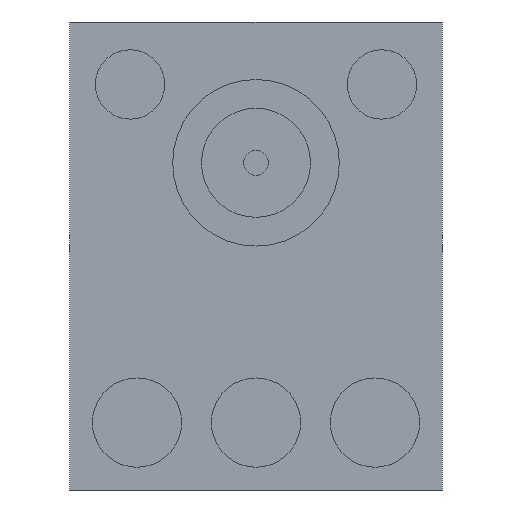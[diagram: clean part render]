
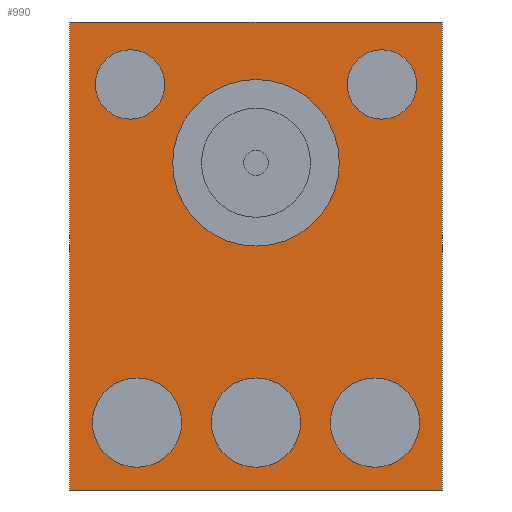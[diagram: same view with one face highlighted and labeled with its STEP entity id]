
A CAD part, front view. The second image highlights one B-rep face of the part: STEP entity #990.
In plain terms, the highlighted planar face has unit normal (0, -1, 0).
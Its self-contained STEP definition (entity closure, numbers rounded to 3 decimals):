
#22 = DIRECTION ( 'NONE',  ( 0., 0., -1. ) ) ;
#42 = DIRECTION ( 'NONE',  ( 0., 0., -1. ) ) ;
#52 = CIRCLE ( 'NONE', #1942, 0.45 ) ;
#62 = CARTESIAN_POINT ( 'NONE',  ( -1.2, 0., -2.13 ) ) ;
#102 = CARTESIAN_POINT ( 'NONE',  ( 1.2, 0., -1.23 ) ) ;
#125 = CARTESIAN_POINT ( 'NONE',  ( -1.27, 0., 1.38 ) ) ;
#140 = VECTOR ( 'NONE', #3017, 1000. ) ;
#156 = EDGE_LOOP ( 'NONE', ( #3378, #620 ) ) ;
#181 = VERTEX_POINT ( 'NONE', #1771 ) ;
#214 = EDGE_CURVE ( 'NONE', #1972, #3141, #2238, .T. ) ;
#221 = AXIS2_PLACEMENT_3D ( 'NONE', #2146, #2956, #42 ) ;
#234 = CARTESIAN_POINT ( 'NONE',  ( 0., 0., -1.68 ) ) ;
#238 = DIRECTION ( 'NONE',  ( 0., 0., -1. ) ) ;
#275 = FACE_BOUND ( 'NONE', #1725, .T. ) ;
#285 = CARTESIAN_POINT ( 'NONE',  ( 0., 0., 0.94 ) ) ;
#304 = DIRECTION ( 'NONE',  ( 0., -1., 0. ) ) ;
#306 = DIRECTION ( 'NONE',  ( 0., 0., -1. ) ) ;
#335 = ORIENTED_EDGE ( 'NONE', *, *, #3220, .F. ) ;
#342 = DIRECTION ( 'NONE',  ( 0., -1., 0. ) ) ;
#345 = ORIENTED_EDGE ( 'NONE', *, *, #2982, .F. ) ;
#373 = EDGE_CURVE ( 'NONE', #2695, #630, #2603, .T. ) ;
#382 = LINE ( 'NONE', #905, #1635 ) ;
#384 = EDGE_LOOP ( 'NONE', ( #345, #3388 ) ) ;
#390 = CARTESIAN_POINT ( 'NONE',  ( 0., 0., -1.23 ) ) ;
#443 = VERTEX_POINT ( 'NONE', #548 ) ;
#452 = AXIS2_PLACEMENT_3D ( 'NONE', #935, #2806, #1240 ) ;
#461 = CIRCLE ( 'NONE', #1524, 0.45 ) ;
#466 = LINE ( 'NONE', #1126, #140 ) ;
#467 = VERTEX_POINT ( 'NONE', #102 ) ;
#470 = AXIS2_PLACEMENT_3D ( 'NONE', #285, #2147, #22 ) ;
#498 = CARTESIAN_POINT ( 'NONE',  ( -1.88, 0., -2.36 ) ) ;
#518 = FACE_BOUND ( 'NONE', #384, .T. ) ;
#548 = CARTESIAN_POINT ( 'NONE',  ( -1.88, 0., 2.36 ) ) ;
#585 = CARTESIAN_POINT ( 'NONE',  ( 1.27, 0., 1.38 ) ) ;
#591 = VERTEX_POINT ( 'NONE', #125 ) ;
#620 = ORIENTED_EDGE ( 'NONE', *, *, #1706, .F. ) ;
#630 = VERTEX_POINT ( 'NONE', #3329 ) ;
#664 = CIRCLE ( 'NONE', #3403, 0.35 ) ;
#704 = CIRCLE ( 'NONE', #1994, 0.35 ) ;
#755 = ORIENTED_EDGE ( 'NONE', *, *, #1578, .F. ) ;
#770 = EDGE_CURVE ( 'NONE', #630, #2695, #2561, .T. ) ;
#885 = CARTESIAN_POINT ( 'NONE',  ( 1.2, 0., -2.13 ) ) ;
#892 = CIRCLE ( 'NONE', #452, 0.35 ) ;
#893 = EDGE_LOOP ( 'NONE', ( #2611, #755, #1322, #2587 ) ) ;
#905 = CARTESIAN_POINT ( 'NONE',  ( -1.88, 0., 2.36 ) ) ;
#922 = DIRECTION ( 'NONE',  ( 0., 0., -1. ) ) ;
#933 = CARTESIAN_POINT ( 'NONE',  ( 1.88, 0., 2.36 ) ) ;
#935 = CARTESIAN_POINT ( 'NONE',  ( -1.27, 0., 1.73 ) ) ;
#970 = CIRCLE ( 'NONE', #1308, 0.45 ) ;
#987 = ORIENTED_EDGE ( 'NONE', *, *, #373, .F. ) ;
#990 = ADVANCED_FACE ( 'NONE', ( #3172, #1316, #518, #3333, #1924, #275, #3376 ), #2152, .T. ) ;
#1023 = ORIENTED_EDGE ( 'NONE', *, *, #2687, .F. ) ;
#1026 = VERTEX_POINT ( 'NONE', #885 ) ;
#1056 = CARTESIAN_POINT ( 'NONE',  ( 0., 0., 0.94 ) ) ;
#1100 = ORIENTED_EDGE ( 'NONE', *, *, #770, .F. ) ;
#1119 = EDGE_CURVE ( 'NONE', #2999, #591, #892, .T. ) ;
#1126 = CARTESIAN_POINT ( 'NONE',  ( -1.88, 0., 2.36 ) ) ;
#1196 = DIRECTION ( 'NONE',  ( 0., -1., 0. ) ) ;
#1224 = CARTESIAN_POINT ( 'NONE',  ( 0., 0., 0.1 ) ) ;
#1239 = ORIENTED_EDGE ( 'NONE', *, *, #2941, .F. ) ;
#1240 = DIRECTION ( 'NONE',  ( 0., 0., -1. ) ) ;
#1260 = DIRECTION ( 'NONE',  ( 0., 0., -1. ) ) ;
#1261 = LINE ( 'NONE', #3192, #2491 ) ;
#1278 = EDGE_CURVE ( 'NONE', #1560, #2207, #1312, .T. ) ;
#1308 = AXIS2_PLACEMENT_3D ( 'NONE', #3316, #2822, #3328 ) ;
#1312 = CIRCLE ( 'NONE', #1692, 0.45 ) ;
#1316 = FACE_BOUND ( 'NONE', #1894, .T. ) ;
#1322 = ORIENTED_EDGE ( 'NONE', *, *, #2419, .F. ) ;
#1334 = CARTESIAN_POINT ( 'NONE',  ( 1.2, 0., -1.68 ) ) ;
#1335 = DIRECTION ( 'NONE',  ( 0., -1., 0. ) ) ;
#1400 = DIRECTION ( 'NONE',  ( 0., 0., -1. ) ) ;
#1402 = VERTEX_POINT ( 'NONE', #62 ) ;
#1429 = DIRECTION ( 'NONE',  ( 0., 0., -1. ) ) ;
#1445 = VERTEX_POINT ( 'NONE', #585 ) ;
#1454 = DIRECTION ( 'NONE',  ( 0., -1., 0. ) ) ;
#1476 = AXIS2_PLACEMENT_3D ( 'NONE', #2437, #2681, #306 ) ;
#1485 = EDGE_LOOP ( 'NONE', ( #987, #1100 ) ) ;
#1524 = AXIS2_PLACEMENT_3D ( 'NONE', #1334, #3159, #3190 ) ;
#1536 = VECTOR ( 'NONE', #3121, 1000. ) ;
#1560 = VERTEX_POINT ( 'NONE', #390 ) ;
#1578 = EDGE_CURVE ( 'NONE', #443, #2554, #382, .T. ) ;
#1635 = VECTOR ( 'NONE', #2499, 1000. ) ;
#1692 = AXIS2_PLACEMENT_3D ( 'NONE', #234, #2563, #1260 ) ;
#1706 = EDGE_CURVE ( 'NONE', #181, #1445, #664, .T. ) ;
#1725 = EDGE_LOOP ( 'NONE', ( #2715, #1239 ) ) ;
#1752 = EDGE_CURVE ( 'NONE', #2554, #1972, #1261, .T. ) ;
#1771 = CARTESIAN_POINT ( 'NONE',  ( 1.27, 0., 2.08 ) ) ;
#1837 = ORIENTED_EDGE ( 'NONE', *, *, #1278, .F. ) ;
#1879 = CARTESIAN_POINT ( 'NONE',  ( 1.2, 0., -1.68 ) ) ;
#1894 = EDGE_LOOP ( 'NONE', ( #335, #1927 ) ) ;
#1916 = DIRECTION ( 'NONE',  ( 0., 0., -1. ) ) ;
#1924 = FACE_BOUND ( 'NONE', #156, .T. ) ;
#1927 = ORIENTED_EDGE ( 'NONE', *, *, #2308, .F. ) ;
#1931 = CARTESIAN_POINT ( 'NONE',  ( -1.27, 0., 1.73 ) ) ;
#1942 = AXIS2_PLACEMENT_3D ( 'NONE', #3039, #1454, #1400 ) ;
#1972 = VERTEX_POINT ( 'NONE', #3271 ) ;
#1994 = AXIS2_PLACEMENT_3D ( 'NONE', #1931, #342, #1429 ) ;
#2011 = EDGE_LOOP ( 'NONE', ( #1023, #1837 ) ) ;
#2030 = CARTESIAN_POINT ( 'NONE',  ( 1.27, 0., 1.73 ) ) ;
#2052 = EDGE_CURVE ( 'NONE', #1402, #3303, #970, .T. ) ;
#2109 = CARTESIAN_POINT ( 'NONE',  ( -1.2, 0., -1.23 ) ) ;
#2120 = DIRECTION ( 'NONE',  ( 0., 0., -1. ) ) ;
#2146 = CARTESIAN_POINT ( 'NONE',  ( -1.2, 0., -1.68 ) ) ;
#2147 = DIRECTION ( 'NONE',  ( 0., -1., 0. ) ) ;
#2152 = PLANE ( 'NONE',  #1476 ) ;
#2160 = DIRECTION ( 'NONE',  ( 0., 0., -1. ) ) ;
#2207 = VERTEX_POINT ( 'NONE', #2669 ) ;
#2238 = LINE ( 'NONE', #498, #1536 ) ;
#2292 = CIRCLE ( 'NONE', #2428, 0.45 ) ;
#2308 = EDGE_CURVE ( 'NONE', #467, #1026, #2292, .T. ) ;
#2419 = EDGE_CURVE ( 'NONE', #3141, #443, #466, .T. ) ;
#2428 = AXIS2_PLACEMENT_3D ( 'NONE', #1879, #304, #2160 ) ;
#2437 = CARTESIAN_POINT ( 'NONE',  ( 0., 0., 0. ) ) ;
#2491 = VECTOR ( 'NONE', #1916, 1000. ) ;
#2499 = DIRECTION ( 'NONE',  ( 1., 0., 0. ) ) ;
#2531 = AXIS2_PLACEMENT_3D ( 'NONE', #1056, #1335, #238 ) ;
#2554 = VERTEX_POINT ( 'NONE', #933 ) ;
#2561 = CIRCLE ( 'NONE', #2531, 0.84 ) ;
#2563 = DIRECTION ( 'NONE',  ( 0., -1., 0. ) ) ;
#2572 = CIRCLE ( 'NONE', #3340, 0.35 ) ;
#2587 = ORIENTED_EDGE ( 'NONE', *, *, #214, .F. ) ;
#2603 = CIRCLE ( 'NONE', #470, 0.84 ) ;
#2611 = ORIENTED_EDGE ( 'NONE', *, *, #1752, .F. ) ;
#2624 = DIRECTION ( 'NONE',  ( 0., -1., 0. ) ) ;
#2669 = CARTESIAN_POINT ( 'NONE',  ( 0., 0., -2.13 ) ) ;
#2681 = DIRECTION ( 'NONE',  ( 0., -1., 0. ) ) ;
#2687 = EDGE_CURVE ( 'NONE', #2207, #1560, #52, .T. ) ;
#2695 = VERTEX_POINT ( 'NONE', #1224 ) ;
#2715 = ORIENTED_EDGE ( 'NONE', *, *, #2052, .F. ) ;
#2806 = DIRECTION ( 'NONE',  ( 0., -1., 0. ) ) ;
#2822 = DIRECTION ( 'NONE',  ( 0., -1., 0. ) ) ;
#2914 = CARTESIAN_POINT ( 'NONE',  ( 1.27, 0., 1.73 ) ) ;
#2941 = EDGE_CURVE ( 'NONE', #3303, #1402, #2957, .T. ) ;
#2956 = DIRECTION ( 'NONE',  ( 0., -1., 0. ) ) ;
#2957 = CIRCLE ( 'NONE', #221, 0.45 ) ;
#2982 = EDGE_CURVE ( 'NONE', #591, #2999, #704, .T. ) ;
#2999 = VERTEX_POINT ( 'NONE', #3262 ) ;
#3009 = EDGE_CURVE ( 'NONE', #1445, #181, #2572, .T. ) ;
#3017 = DIRECTION ( 'NONE',  ( 0., 0., 1. ) ) ;
#3039 = CARTESIAN_POINT ( 'NONE',  ( 0., 0., -1.68 ) ) ;
#3121 = DIRECTION ( 'NONE',  ( -1., 0., 0. ) ) ;
#3141 = VERTEX_POINT ( 'NONE', #3414 ) ;
#3159 = DIRECTION ( 'NONE',  ( 0., -1., 0. ) ) ;
#3172 = FACE_BOUND ( 'NONE', #2011, .T. ) ;
#3190 = DIRECTION ( 'NONE',  ( 0., 0., -1. ) ) ;
#3192 = CARTESIAN_POINT ( 'NONE',  ( 1.88, 0., 2.36 ) ) ;
#3220 = EDGE_CURVE ( 'NONE', #1026, #467, #461, .T. ) ;
#3262 = CARTESIAN_POINT ( 'NONE',  ( -1.27, 0., 2.08 ) ) ;
#3271 = CARTESIAN_POINT ( 'NONE',  ( 1.88, 0., -2.36 ) ) ;
#3303 = VERTEX_POINT ( 'NONE', #2109 ) ;
#3316 = CARTESIAN_POINT ( 'NONE',  ( -1.2, 0., -1.68 ) ) ;
#3328 = DIRECTION ( 'NONE',  ( 0., 0., -1. ) ) ;
#3329 = CARTESIAN_POINT ( 'NONE',  ( 0., 0., 1.78 ) ) ;
#3333 = FACE_BOUND ( 'NONE', #1485, .T. ) ;
#3340 = AXIS2_PLACEMENT_3D ( 'NONE', #2030, #1196, #922 ) ;
#3376 = FACE_OUTER_BOUND ( 'NONE', #893, .T. ) ;
#3378 = ORIENTED_EDGE ( 'NONE', *, *, #3009, .F. ) ;
#3388 = ORIENTED_EDGE ( 'NONE', *, *, #1119, .F. ) ;
#3403 = AXIS2_PLACEMENT_3D ( 'NONE', #2914, #2624, #2120 ) ;
#3414 = CARTESIAN_POINT ( 'NONE',  ( -1.88, 0., -2.36 ) ) ;
